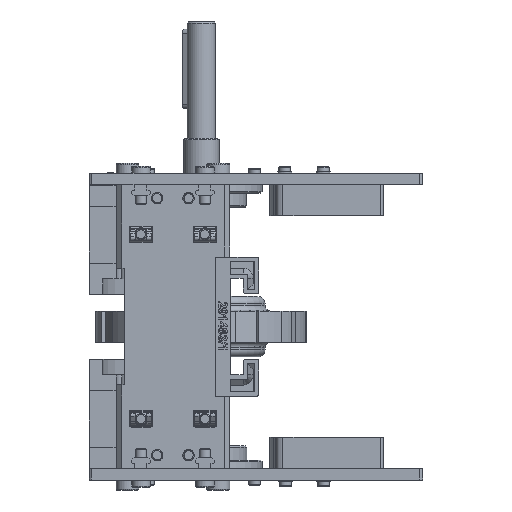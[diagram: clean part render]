
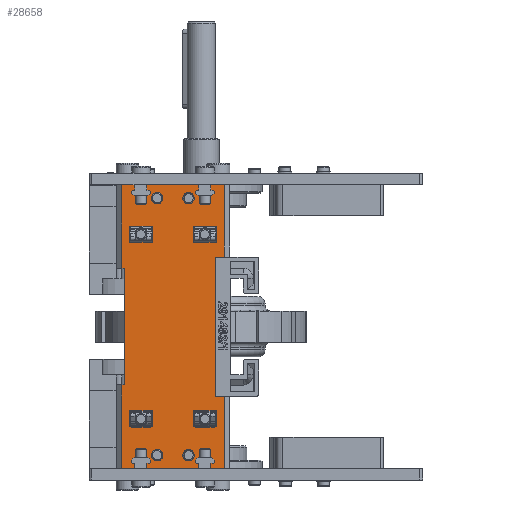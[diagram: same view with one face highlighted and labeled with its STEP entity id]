
A CAD part, left-side view. The second image highlights one B-rep face of the part: STEP entity #28658.
In plain terms, the highlighted face is planar.
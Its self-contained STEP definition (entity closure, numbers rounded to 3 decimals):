
#996=FACE_BOUND('',#4571,.T.);
#997=FACE_BOUND('',#4572,.T.);
#998=FACE_BOUND('',#4573,.T.);
#999=FACE_BOUND('',#4574,.T.);
#1000=FACE_BOUND('',#4575,.T.);
#1001=FACE_BOUND('',#4576,.T.);
#1002=FACE_BOUND('',#4577,.T.);
#1003=FACE_BOUND('',#4578,.T.);
#1537=PLANE('',#31289);
#2837=FACE_OUTER_BOUND('',#4570,.T.);
#4570=EDGE_LOOP('',(#22964,#22965,#22966,#22967,#22968,#22969,#22970,#22971,
#22972,#22973,#22974,#22975));
#4571=EDGE_LOOP('',(#22976));
#4572=EDGE_LOOP('',(#22977));
#4573=EDGE_LOOP('',(#22978));
#4574=EDGE_LOOP('',(#22979));
#4575=EDGE_LOOP('',(#22980));
#4576=EDGE_LOOP('',(#22981));
#4577=EDGE_LOOP('',(#22982));
#4578=EDGE_LOOP('',(#22983));
#6785=LINE('',#44704,#9886);
#6791=LINE('',#44717,#9892);
#6795=LINE('',#44723,#9896);
#6799=LINE('',#44732,#9900);
#6801=LINE('',#44736,#9902);
#6802=LINE('',#44738,#9903);
#6803=LINE('',#44740,#9904);
#6804=LINE('',#44742,#9905);
#6805=LINE('',#44744,#9906);
#6806=LINE('',#44746,#9907);
#6807=LINE('',#44748,#9908);
#6808=LINE('',#44749,#9909);
#9886=VECTOR('',#36215,10.);
#9892=VECTOR('',#36223,10.);
#9896=VECTOR('',#36229,10.);
#9900=VECTOR('',#36237,10.);
#9902=VECTOR('',#36241,10.);
#9903=VECTOR('',#36242,10.);
#9904=VECTOR('',#36243,10.);
#9905=VECTOR('',#36244,10.);
#9906=VECTOR('',#36245,10.);
#9907=VECTOR('',#36246,10.);
#9908=VECTOR('',#36247,10.);
#9909=VECTOR('',#36248,10.);
#12218=CIRCLE('',#31290,3.3);
#12219=CIRCLE('',#31291,3.3);
#12220=CIRCLE('',#31292,3.3);
#12221=CIRCLE('',#31293,3.3);
#12222=CIRCLE('',#31294,4.5);
#12223=CIRCLE('',#31295,4.5);
#12224=CIRCLE('',#31296,4.5);
#12225=CIRCLE('',#31297,4.5);
#13815=VERTEX_POINT('',#44701);
#13816=VERTEX_POINT('',#44703);
#13821=VERTEX_POINT('',#44714);
#13822=VERTEX_POINT('',#44716);
#13826=VERTEX_POINT('',#44731);
#13827=VERTEX_POINT('',#44735);
#13828=VERTEX_POINT('',#44737);
#13829=VERTEX_POINT('',#44739);
#13830=VERTEX_POINT('',#44741);
#13831=VERTEX_POINT('',#44743);
#13832=VERTEX_POINT('',#44745);
#13833=VERTEX_POINT('',#44747);
#13834=VERTEX_POINT('',#44750);
#13835=VERTEX_POINT('',#44752);
#13836=VERTEX_POINT('',#44754);
#13837=VERTEX_POINT('',#44756);
#13838=VERTEX_POINT('',#44758);
#13839=VERTEX_POINT('',#44760);
#13840=VERTEX_POINT('',#44762);
#13841=VERTEX_POINT('',#44764);
#17115=EDGE_CURVE('',#13816,#13815,#6785,.T.);
#17121=EDGE_CURVE('',#13822,#13821,#6791,.T.);
#17125=EDGE_CURVE('',#13821,#13816,#6795,.T.);
#17129=EDGE_CURVE('',#13822,#13826,#6799,.T.);
#17131=EDGE_CURVE('',#13827,#13815,#6801,.T.);
#17132=EDGE_CURVE('',#13827,#13828,#6802,.T.);
#17133=EDGE_CURVE('',#13829,#13828,#6803,.T.);
#17134=EDGE_CURVE('',#13829,#13830,#6804,.T.);
#17135=EDGE_CURVE('',#13830,#13831,#6805,.T.);
#17136=EDGE_CURVE('',#13831,#13832,#6806,.T.);
#17137=EDGE_CURVE('',#13833,#13832,#6807,.T.);
#17138=EDGE_CURVE('',#13833,#13826,#6808,.T.);
#17139=EDGE_CURVE('',#13834,#13834,#12218,.T.);
#17140=EDGE_CURVE('',#13835,#13835,#12219,.T.);
#17141=EDGE_CURVE('',#13836,#13836,#12220,.T.);
#17142=EDGE_CURVE('',#13837,#13837,#12221,.T.);
#17143=EDGE_CURVE('',#13838,#13838,#12222,.T.);
#17144=EDGE_CURVE('',#13839,#13839,#12223,.T.);
#17145=EDGE_CURVE('',#13840,#13840,#12224,.T.);
#17146=EDGE_CURVE('',#13841,#13841,#12225,.T.);
#22964=ORIENTED_EDGE('',*,*,#17121,.T.);
#22965=ORIENTED_EDGE('',*,*,#17125,.T.);
#22966=ORIENTED_EDGE('',*,*,#17115,.T.);
#22967=ORIENTED_EDGE('',*,*,#17131,.F.);
#22968=ORIENTED_EDGE('',*,*,#17132,.T.);
#22969=ORIENTED_EDGE('',*,*,#17133,.F.);
#22970=ORIENTED_EDGE('',*,*,#17134,.T.);
#22971=ORIENTED_EDGE('',*,*,#17135,.T.);
#22972=ORIENTED_EDGE('',*,*,#17136,.T.);
#22973=ORIENTED_EDGE('',*,*,#17137,.F.);
#22974=ORIENTED_EDGE('',*,*,#17138,.T.);
#22975=ORIENTED_EDGE('',*,*,#17129,.F.);
#22976=ORIENTED_EDGE('',*,*,#17139,.T.);
#22977=ORIENTED_EDGE('',*,*,#17140,.T.);
#22978=ORIENTED_EDGE('',*,*,#17141,.T.);
#22979=ORIENTED_EDGE('',*,*,#17142,.T.);
#22980=ORIENTED_EDGE('',*,*,#17143,.T.);
#22981=ORIENTED_EDGE('',*,*,#17144,.T.);
#22982=ORIENTED_EDGE('',*,*,#17145,.T.);
#22983=ORIENTED_EDGE('',*,*,#17146,.T.);
#28658=ADVANCED_FACE('',(#2837,#996,#997,#998,#999,#1000,#1001,#1002,#1003),
#1537,.T.);
#31289=AXIS2_PLACEMENT_3D('',#44734,#36239,#36240);
#31290=AXIS2_PLACEMENT_3D('',#44751,#36249,#36250);
#31291=AXIS2_PLACEMENT_3D('',#44753,#36251,#36252);
#31292=AXIS2_PLACEMENT_3D('',#44755,#36253,#36254);
#31293=AXIS2_PLACEMENT_3D('',#44757,#36255,#36256);
#31294=AXIS2_PLACEMENT_3D('',#44759,#36257,#36258);
#31295=AXIS2_PLACEMENT_3D('',#44761,#36259,#36260);
#31296=AXIS2_PLACEMENT_3D('',#44763,#36261,#36262);
#31297=AXIS2_PLACEMENT_3D('',#44765,#36263,#36264);
#36215=DIRECTION('',(0.,-1.,0.));
#36223=DIRECTION('',(0.,1.,0.));
#36229=DIRECTION('',(-1.,0.,0.));
#36237=DIRECTION('',(1.,0.,0.));
#36239=DIRECTION('center_axis',(0.,0.,-1.));
#36240=DIRECTION('ref_axis',(-1.,0.,0.));
#36241=DIRECTION('',(1.,0.,0.));
#36242=DIRECTION('',(0.,1.,0.));
#36243=DIRECTION('',(-1.,0.,0.));
#36244=DIRECTION('',(0.,-1.,0.));
#36245=DIRECTION('',(1.,0.,0.));
#36246=DIRECTION('',(0.,1.,0.));
#36247=DIRECTION('',(-1.,0.,0.));
#36248=DIRECTION('',(0.,-1.,0.));
#36249=DIRECTION('center_axis',(0.,0.,1.));
#36250=DIRECTION('ref_axis',(1.,0.,0.));
#36251=DIRECTION('center_axis',(0.,0.,1.));
#36252=DIRECTION('ref_axis',(1.,0.,0.));
#36253=DIRECTION('center_axis',(0.,0.,1.));
#36254=DIRECTION('ref_axis',(1.,0.,0.));
#36255=DIRECTION('center_axis',(0.,0.,1.));
#36256=DIRECTION('ref_axis',(1.,0.,0.));
#36257=DIRECTION('center_axis',(0.,0.,1.));
#36258=DIRECTION('ref_axis',(1.,0.,0.));
#36259=DIRECTION('center_axis',(0.,0.,1.));
#36260=DIRECTION('ref_axis',(1.,0.,0.));
#36261=DIRECTION('center_axis',(0.,0.,1.));
#36262=DIRECTION('ref_axis',(1.,0.,0.));
#36263=DIRECTION('center_axis',(0.,0.,1.));
#36264=DIRECTION('ref_axis',(1.,0.,0.));
#44701=CARTESIAN_POINT('',(-49.,-36.,-10.));
#44703=CARTESIAN_POINT('',(-49.,-30.,-10.));
#44704=CARTESIAN_POINT('',(-49.,-20.,-10.));
#44714=CARTESIAN_POINT('',(49.,-30.,-10.));
#44716=CARTESIAN_POINT('',(49.,-36.,-10.));
#44717=CARTESIAN_POINT('',(49.,-20.,-10.));
#44723=CARTESIAN_POINT('',(0.,-30.,-10.));
#44731=CARTESIAN_POINT('',(100.,-36.,-10.));
#44732=CARTESIAN_POINT('',(-50.,-36.,-10.));
#44734=CARTESIAN_POINT('Origin',(0.,0.,-10.));
#44735=CARTESIAN_POINT('',(-100.,-36.,-10.));
#44736=CARTESIAN_POINT('',(-50.,-36.,-10.));
#44737=CARTESIAN_POINT('',(-100.,36.,-10.));
#44738=CARTESIAN_POINT('',(-100.,-40.,-10.));
#44739=CARTESIAN_POINT('',(-41.,36.,-10.));
#44740=CARTESIAN_POINT('',(50.,36.,-10.));
#44741=CARTESIAN_POINT('',(-41.,34.,-10.));
#44742=CARTESIAN_POINT('',(-41.,17.,-10.));
#44743=CARTESIAN_POINT('',(41.,34.,-10.));
#44744=CARTESIAN_POINT('',(20.5,34.,-10.));
#44745=CARTESIAN_POINT('',(41.,36.,-10.));
#44746=CARTESIAN_POINT('',(41.,20.,-10.));
#44747=CARTESIAN_POINT('',(100.,36.,-10.));
#44748=CARTESIAN_POINT('',(50.,36.,-10.));
#44749=CARTESIAN_POINT('',(100.,40.,-10.));
#44750=CARTESIAN_POINT('',(87.2,11.,-10.));
#44751=CARTESIAN_POINT('Origin',(90.5,11.,-10.));
#44752=CARTESIAN_POINT('',(-93.8,-11.,-10.));
#44753=CARTESIAN_POINT('Origin',(-90.5,-11.,-10.));
#44754=CARTESIAN_POINT('',(-93.8,11.,-10.));
#44755=CARTESIAN_POINT('Origin',(-90.5,11.,-10.));
#44756=CARTESIAN_POINT('',(87.2,-11.,-10.));
#44757=CARTESIAN_POINT('Origin',(90.5,-11.,-10.));
#44758=CARTESIAN_POINT('',(60.5,22.5,-10.));
#44759=CARTESIAN_POINT('Origin',(65.,22.5,-10.));
#44760=CARTESIAN_POINT('',(-69.5,-22.5,-10.));
#44761=CARTESIAN_POINT('Origin',(-65.,-22.5,-10.));
#44762=CARTESIAN_POINT('',(-69.5,22.5,-10.));
#44763=CARTESIAN_POINT('Origin',(-65.,22.5,-10.));
#44764=CARTESIAN_POINT('',(60.5,-22.5,-10.));
#44765=CARTESIAN_POINT('Origin',(65.,-22.5,-10.));
